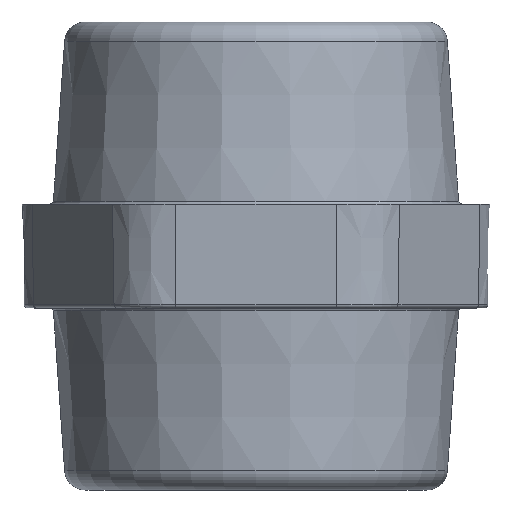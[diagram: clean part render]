
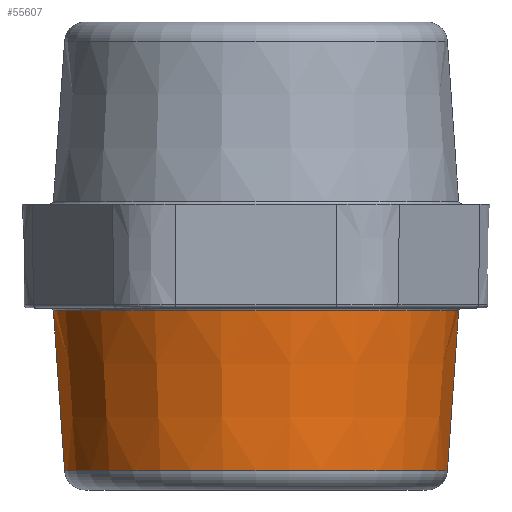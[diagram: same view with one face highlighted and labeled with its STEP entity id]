
A CAD part, front view. The second image highlights one B-rep face of the part: STEP entity #55607.
In plain terms, the highlighted conical face has half-angle 4 degrees and reference radius 18.943 mm.
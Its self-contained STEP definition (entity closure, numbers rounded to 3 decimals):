
#1614 = VECTOR ( 'NONE', #4961, 1000. ) ;
#2636 = CIRCLE ( 'NONE', #16362, 19.48 ) ;
#4961 = DIRECTION ( 'NONE',  ( 0.07, 0., 0.998 ) ) ;
#7824 = EDGE_CURVE ( 'NONE', #34868, #61326, #2636, .T. ) ;
#8924 = CARTESIAN_POINT ( 'NONE',  ( 18.406, 0., -15.64 ) ) ;
#10913 = VECTOR ( 'NONE', #33895, 1000. ) ;
#11496 = CARTESIAN_POINT ( 'NONE',  ( 0., 0., -15.64 ) ) ;
#11645 = DIRECTION ( 'NONE',  ( 0., 0., -1. ) ) ;
#13740 = CARTESIAN_POINT ( 'NONE',  ( -18.406, 0., -15.64 ) ) ;
#14648 = CARTESIAN_POINT ( 'NONE',  ( 0., 0., -7.959 ) ) ;
#16362 = AXIS2_PLACEMENT_3D ( 'NONE', #56901, #11645, #16912 ) ;
#16912 = DIRECTION ( 'NONE',  ( 1., 0., 0. ) ) ;
#19612 = DIRECTION ( 'NONE',  ( 0., 0., 1. ) ) ;
#19836 = CARTESIAN_POINT ( 'NONE',  ( 18.406, 0., -15.64 ) ) ;
#24700 = AXIS2_PLACEMENT_3D ( 'NONE', #14648, #19612, #48693 ) ;
#25210 = ORIENTED_EDGE ( 'NONE', *, *, #35042, .T. ) ;
#26976 = CARTESIAN_POINT ( 'NONE',  ( -19.48, 0., -0.279 ) ) ;
#28744 = CARTESIAN_POINT ( 'NONE',  ( 19.48, 0., -0.279 ) ) ;
#29049 = AXIS2_PLACEMENT_3D ( 'NONE', #11496, #41218, #31651 ) ;
#31651 = DIRECTION ( 'NONE',  ( -1., 0., 0. ) ) ;
#33322 = EDGE_CURVE ( 'NONE', #59132, #61326, #58679, .T. ) ;
#33895 = DIRECTION ( 'NONE',  ( -0.07, 0., 0.998 ) ) ;
#34868 = VERTEX_POINT ( 'NONE', #28744 ) ;
#35042 = EDGE_CURVE ( 'NONE', #58249, #34868, #54186, .T. ) ;
#41218 = DIRECTION ( 'NONE',  ( 0., 0., 1. ) ) ;
#42301 = ORIENTED_EDGE ( 'NONE', *, *, #49514, .T. ) ;
#44960 = EDGE_LOOP ( 'NONE', ( #60805, #42301, #25210, #55850 ) ) ;
#48693 = DIRECTION ( 'NONE',  ( -1., 0., 0. ) ) ;
#49514 = EDGE_CURVE ( 'NONE', #59132, #58249, #63836, .T. ) ;
#50710 = CARTESIAN_POINT ( 'NONE',  ( -18.406, 0., -15.64 ) ) ;
#53186 = CONICAL_SURFACE ( 'NONE', #24700, 18.943, 0.07 ) ;
#54186 = LINE ( 'NONE', #19836, #1614 ) ;
#55607 = ADVANCED_FACE ( 'NONE', ( #58924 ), #53186, .T. ) ;
#55850 = ORIENTED_EDGE ( 'NONE', *, *, #7824, .T. ) ;
#56901 = CARTESIAN_POINT ( 'NONE',  ( 0., 0., -0.279 ) ) ;
#58249 = VERTEX_POINT ( 'NONE', #8924 ) ;
#58679 = LINE ( 'NONE', #13740, #10913 ) ;
#58924 = FACE_OUTER_BOUND ( 'NONE', #44960, .T. ) ;
#59132 = VERTEX_POINT ( 'NONE', #50710 ) ;
#60805 = ORIENTED_EDGE ( 'NONE', *, *, #33322, .F. ) ;
#61326 = VERTEX_POINT ( 'NONE', #26976 ) ;
#63836 = CIRCLE ( 'NONE', #29049, 18.406 ) ;
